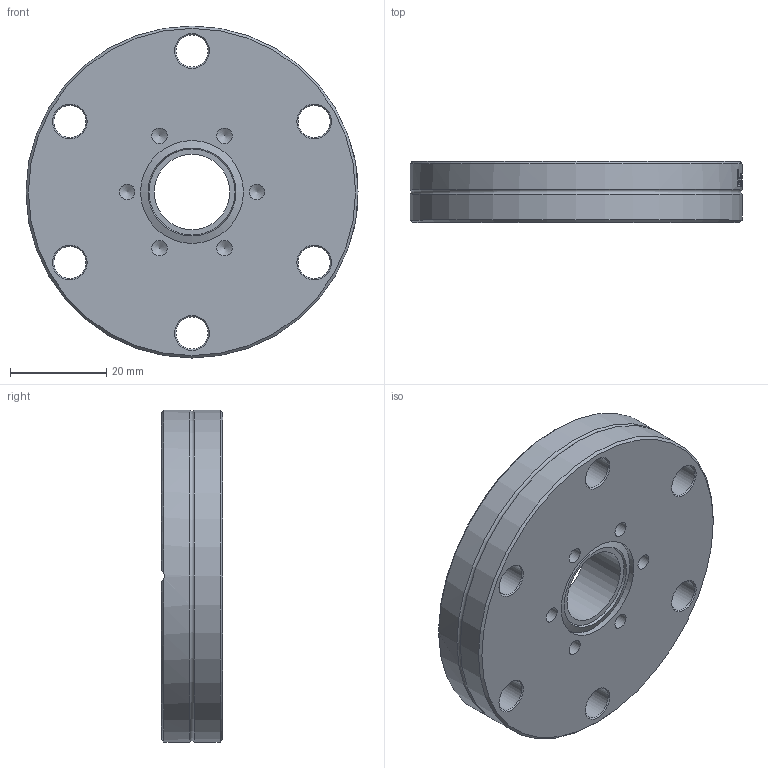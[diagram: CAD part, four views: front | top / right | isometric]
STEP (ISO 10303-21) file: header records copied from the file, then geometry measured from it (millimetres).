
FILE_DESCRIPTION(/* description */ (''),/* implementation_level */ '2;1');
FILE_NAME(/* name */ 'FL-Z40-16.stp',/* time_stamp */ '2018-10-08T13:19:10+01:00',/* author */ ('paul'),/* organization */ (''),/* preprocessor_version */ 'ST-DEVELOPER v17.2',/* originating_system */ 'Autodesk Inventor 2019',/* authorisation */ '');
FILE_SCHEMA (('AUTOMOTIVE_DESIGN { 1 0 10303 214 3 1 1 }'));
Length unit declared in the file: millimetre
Products named in the file (1): FL-Z40-16
Bounding box: 69.1 x 12.7 x 69.1 mm (x, y, z)
Volume: 39731.8 mm3; surface area: 12538.5 mm2
Topology: 1 solids, 1 shells, 141 faces, 400 edges, 269 vertices
Faces by surface type: plane 47, bspline 41, cylinder 27, cone 25, torus 1
Full cylindrical faces by diameter (mm): 3.242 x6, 6.7 x6, 15.7 x1, 21.4 x1, 48.26 x1, 69.1 x2
Entity records: 6106 total; most frequent: CARTESIAN_POINT 2539, ORIENTED_EDGE 788, DIRECTION 654, EDGE_CURVE 394, VERTEX_POINT 269, AXIS2_PLACEMENT_3D 251, EDGE_LOOP 169, LINE 152
